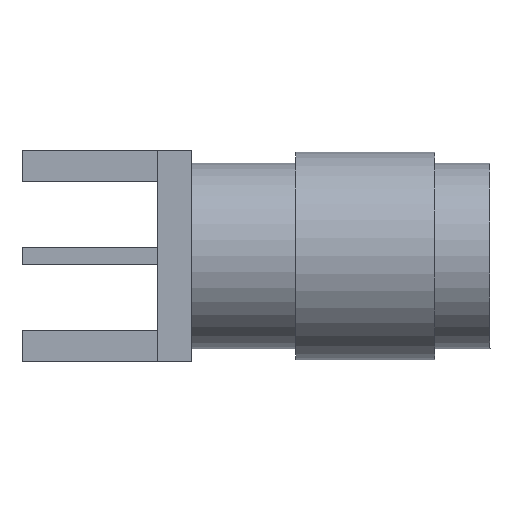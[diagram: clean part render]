
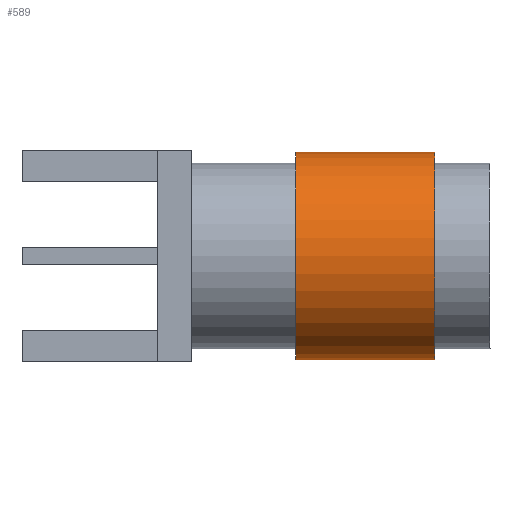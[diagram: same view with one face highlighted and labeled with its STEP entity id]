
A CAD part, top view. The second image highlights one B-rep face of the part: STEP entity #589.
In plain terms, the highlighted cylindrical face has radius 3 mm (diameter 6 mm), a partial arc.
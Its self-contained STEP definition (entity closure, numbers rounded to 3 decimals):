
#1 = LINE ( 'NONE', #853, #596 ) ;
#7 = VERTEX_POINT ( 'NONE', #457 ) ;
#107 = EDGE_CURVE ( 'NONE', #635, #1140, #704, .T. ) ;
#126 = CARTESIAN_POINT ( 'NONE',  ( 10.3, 5.6, 0.15 ) ) ;
#264 = AXIS2_PLACEMENT_3D ( 'NONE', #390, #693, #796 ) ;
#267 = CARTESIAN_POINT ( 'NONE',  ( 10.3, 5.6, 0.15 ) ) ;
#305 = CIRCLE ( 'NONE', #1163, 3. ) ;
#344 = DIRECTION ( 'NONE',  ( -1., 0., 0. ) ) ;
#352 = ORIENTED_EDGE ( 'NONE', *, *, #107, .T. ) ;
#388 = CARTESIAN_POINT ( 'NONE',  ( 10.3, 2.6, 0.15 ) ) ;
#390 = CARTESIAN_POINT ( 'NONE',  ( 10.3, 2.6, 0.15 ) ) ;
#395 = VECTOR ( 'NONE', #1033, 1000. ) ;
#412 = ORIENTED_EDGE ( 'NONE', *, *, #789, .T. ) ;
#437 = DIRECTION ( 'NONE',  ( 0., -1., 0. ) ) ;
#457 = CARTESIAN_POINT ( 'NONE',  ( 6.3, 5.6, 0.15 ) ) ;
#476 = DIRECTION ( 'NONE',  ( 0., -1., 0. ) ) ;
#589 = ADVANCED_FACE ( 'NONE', ( #766 ), #1048, .T. ) ;
#596 = VECTOR ( 'NONE', #344, 1000. ) ;
#614 = LINE ( 'NONE', #126, #395 ) ;
#623 = ORIENTED_EDGE ( 'NONE', *, *, #787, .T. ) ;
#635 = VERTEX_POINT ( 'NONE', #1310 ) ;
#678 = VERTEX_POINT ( 'NONE', #920 ) ;
#693 = DIRECTION ( 'NONE',  ( -1., 0., 0. ) ) ;
#704 = CIRCLE ( 'NONE', #727, 3. ) ;
#727 = AXIS2_PLACEMENT_3D ( 'NONE', #388, #1099, #476 ) ;
#766 = FACE_OUTER_BOUND ( 'NONE', #1241, .T. ) ;
#787 = EDGE_CURVE ( 'NONE', #7, #678, #305, .T. ) ;
#789 = EDGE_CURVE ( 'NONE', #1140, #7, #614, .T. ) ;
#796 = DIRECTION ( 'NONE',  ( 0., -1., 0. ) ) ;
#853 = CARTESIAN_POINT ( 'NONE',  ( 10.3, -0.4, 0.15 ) ) ;
#879 = EDGE_CURVE ( 'NONE', #635, #678, #1, .T. ) ;
#920 = CARTESIAN_POINT ( 'NONE',  ( 6.3, -0.4, 0.15 ) ) ;
#947 = DIRECTION ( 'NONE',  ( 1., 0., 0. ) ) ;
#987 = ORIENTED_EDGE ( 'NONE', *, *, #879, .F. ) ;
#1033 = DIRECTION ( 'NONE',  ( -1., 0., 0. ) ) ;
#1048 = CYLINDRICAL_SURFACE ( 'NONE', #264, 3. ) ;
#1099 = DIRECTION ( 'NONE',  ( -1., 0., 0. ) ) ;
#1139 = CARTESIAN_POINT ( 'NONE',  ( 6.3, 2.6, 0.15 ) ) ;
#1140 = VERTEX_POINT ( 'NONE', #267 ) ;
#1163 = AXIS2_PLACEMENT_3D ( 'NONE', #1139, #947, #437 ) ;
#1241 = EDGE_LOOP ( 'NONE', ( #352, #412, #623, #987 ) ) ;
#1310 = CARTESIAN_POINT ( 'NONE',  ( 10.3, -0.4, 0.15 ) ) ;
